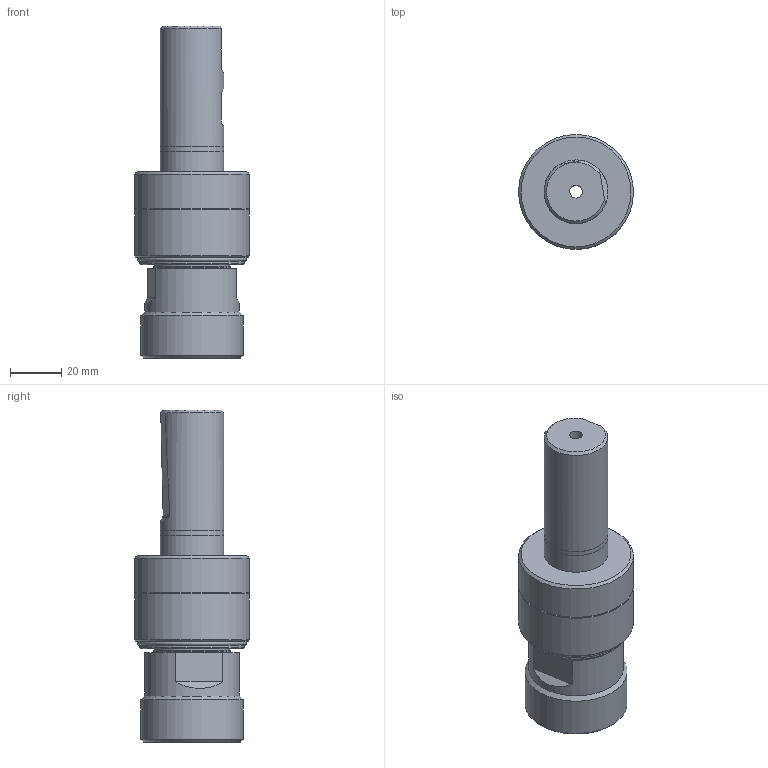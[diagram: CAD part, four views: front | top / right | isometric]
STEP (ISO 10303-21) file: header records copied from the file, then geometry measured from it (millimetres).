
FILE_DESCRIPTION(/* description */ (''),/* implementation_level */ '2;1');
FILE_NAME(/* name */ '262563200.stp',/* time_stamp */ '2021-01-08T12:40:51',/* author */ ('LRA'),/* organization */ ('REGO-FIX'),/* preprocessor_version */ ' Unknown',/* originating_system */ 'SIEMENS PLM Software Solid Edge ST10',/* authorization */ 'Unknown');
FILE_SCHEMA (('AUTOMOTIVE_DESIGN { 1 0 10303 214 2 1 1}'));
Length unit declared in the file: millimetre
Products named in the file (1): NOCUT
Bounding box: 45 x 45 x 130 mm (x, y, z)
Volume: 102751.7 mm3; surface area: 22393.4 mm2
Topology: 1 solids, 1 shells, 58 faces, 118 edges, 75 vertices
Faces by surface type: plane 25, cylinder 16, cone 13, torus 4
Full cylindrical faces by diameter (mm): 5 x1, 24 x1, 25 x2, 25.013 x1, 29.8 x1, 30 x1, 35.5 x1, 37 x2, 40 x1, 41 x2, 45 x2
Entity records: 1565 total; most frequent: CARTESIAN_POINT 435, DIRECTION 254, ORIENTED_EDGE 160, AXIS2_PLACEMENT_3D 118, EDGE_LOOP 104, FACE_BOUND 104, EDGE_CURVE 80, VERTEX_POINT 68
